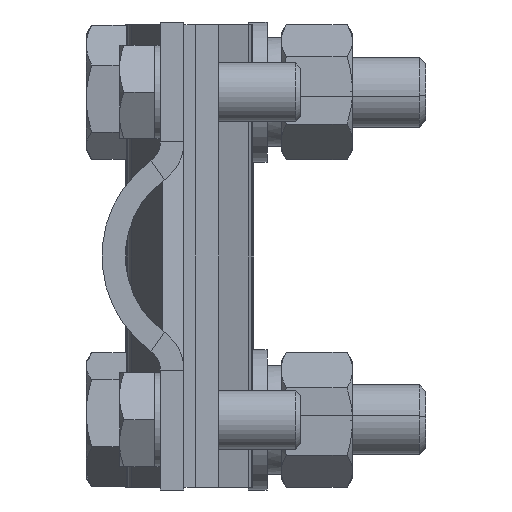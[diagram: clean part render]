
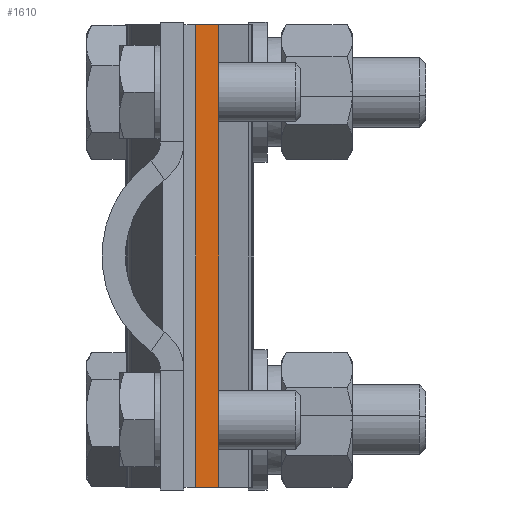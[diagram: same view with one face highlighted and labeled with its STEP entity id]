
A CAD part, left-side view. The second image highlights one B-rep face of the part: STEP entity #1610.
In plain terms, the highlighted face is planar.
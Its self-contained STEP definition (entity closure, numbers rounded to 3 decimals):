
#301 = DIRECTION ( 'NONE',  ( 0., 0., -1. ) ) ;
#364 = VECTOR ( 'NONE', #7870, 1000. ) ;
#493 = AXIS2_PLACEMENT_3D ( 'NONE', #3455, #301, #5824 ) ;
#638 = CARTESIAN_POINT ( 'NONE',  ( 0., 2., 16. ) ) ;
#917 = CARTESIAN_POINT ( 'NONE',  ( 39.5, 2., 16. ) ) ;
#1244 = CARTESIAN_POINT ( 'NONE',  ( 0., 2., 16. ) ) ;
#1295 = DIRECTION ( 'NONE',  ( 1., 0., 0. ) ) ;
#1465 = DIRECTION ( 'NONE',  ( 0., -1., 0. ) ) ;
#1610 = ADVANCED_FACE ( 'NONE', ( #6600 ), #5721, .F. ) ;
#1663 = CARTESIAN_POINT ( 'NONE',  ( 39.5, 2., 16. ) ) ;
#1668 = EDGE_CURVE ( 'NONE', #2814, #3045, #3400, .T. ) ;
#1673 = LINE ( 'NONE', #10149, #364 ) ;
#1974 = ORIENTED_EDGE ( 'NONE', *, *, #3594, .T. ) ;
#2814 = VERTEX_POINT ( 'NONE', #1663 ) ;
#2937 = CARTESIAN_POINT ( 'NONE',  ( 0., 0., 16. ) ) ;
#3045 = VERTEX_POINT ( 'NONE', #6920 ) ;
#3400 = LINE ( 'NONE', #917, #8238 ) ;
#3455 = CARTESIAN_POINT ( 'NONE',  ( 0., 2., 16. ) ) ;
#3594 = EDGE_CURVE ( 'NONE', #6059, #3045, #1673, .T. ) ;
#5721 = PLANE ( 'NONE',  #493 ) ;
#5824 = DIRECTION ( 'NONE',  ( -1., 0., 0. ) ) ;
#5898 = EDGE_CURVE ( 'NONE', #8338, #2814, #9204, .T. ) ;
#5943 = CARTESIAN_POINT ( 'NONE',  ( 0., 2., 16. ) ) ;
#6059 = VERTEX_POINT ( 'NONE', #2937 ) ;
#6160 = LINE ( 'NONE', #638, #7209 ) ;
#6600 = FACE_OUTER_BOUND ( 'NONE', #8022, .T. ) ;
#6920 = CARTESIAN_POINT ( 'NONE',  ( 39.5, 0., 16. ) ) ;
#7209 = VECTOR ( 'NONE', #1465, 1000. ) ;
#7754 = VECTOR ( 'NONE', #1295, 1000. ) ;
#7870 = DIRECTION ( 'NONE',  ( 1., 0., 0. ) ) ;
#8022 = EDGE_LOOP ( 'NONE', ( #1974, #9757, #8341, #9680 ) ) ;
#8238 = VECTOR ( 'NONE', #9591, 1000. ) ;
#8338 = VERTEX_POINT ( 'NONE', #5943 ) ;
#8341 = ORIENTED_EDGE ( 'NONE', *, *, #5898, .F. ) ;
#9204 = LINE ( 'NONE', #1244, #7754 ) ;
#9372 = EDGE_CURVE ( 'NONE', #8338, #6059, #6160, .T. ) ;
#9591 = DIRECTION ( 'NONE',  ( 0., -1., 0. ) ) ;
#9680 = ORIENTED_EDGE ( 'NONE', *, *, #9372, .T. ) ;
#9757 = ORIENTED_EDGE ( 'NONE', *, *, #1668, .F. ) ;
#10149 = CARTESIAN_POINT ( 'NONE',  ( 0., 0., 16. ) ) ;
